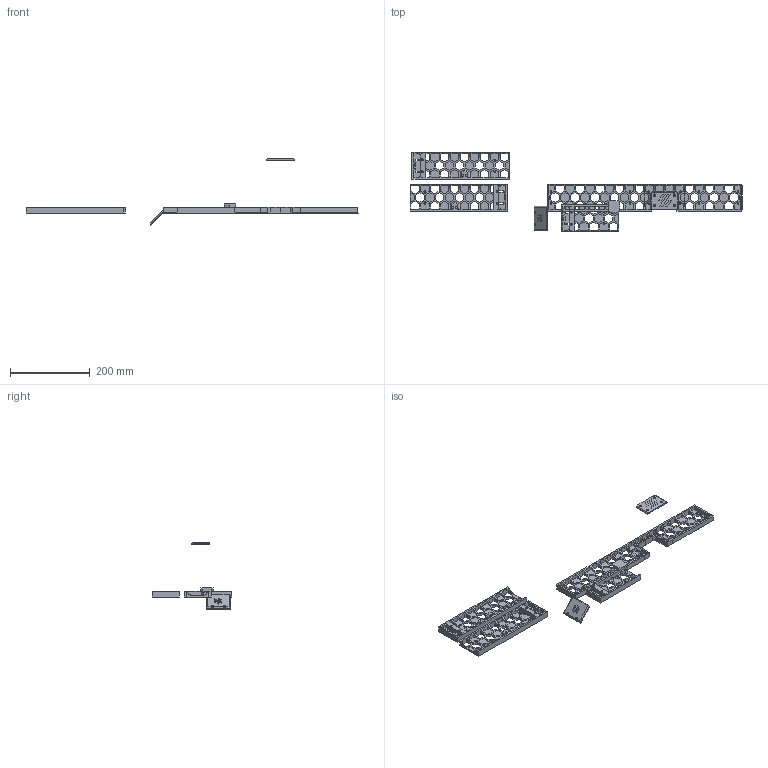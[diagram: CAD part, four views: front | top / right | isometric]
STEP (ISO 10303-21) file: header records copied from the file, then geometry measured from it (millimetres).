
FILE_DESCRIPTION(/* description */ (''),/* implementation_level */ '2;1');
FILE_NAME(/* name */ 'Skirt_Front_Left.step',/* time_stamp */ '2021-11-09T21:49:15+01:00',/* author */ (''),/* organization */ (''),/* preprocessor_version */ 'ST-DEVELOPER v18.1',/* originating_system */ 'Autodesk Translation Framework v10.10.0.1391',/* authorisation */ '');
FILE_SCHEMA (('AUTOMOTIVE_DESIGN { 1 0 10303 214 3 1 1 }'));
Length unit declared in the file: millimetre
Products named in the file (1): SwitchWireSkirts
Bounding box: 835 x 200 x 166.94 mm (x, y, z)
Volume: 432928.4 mm3; surface area: 227696.1 mm2
Topology: 9 solids, 9 shells, 1308 faces, 3714 edges, 2416 vertices
Faces by surface type: plane 1201, cylinder 107
Full cylindrical faces by diameter (mm): 3.6 x24, 4.7 x6, 6 x14
Entity records: 41938 total; most frequent: CARTESIAN_POINT 7436, ORIENTED_EDGE 7424, DIRECTION 6563, EDGE_CURVE 3712, LINE 3479, VECTOR 3479, VERTEX_POINT 2415, AXIS2_PLACEMENT_3D 1542
